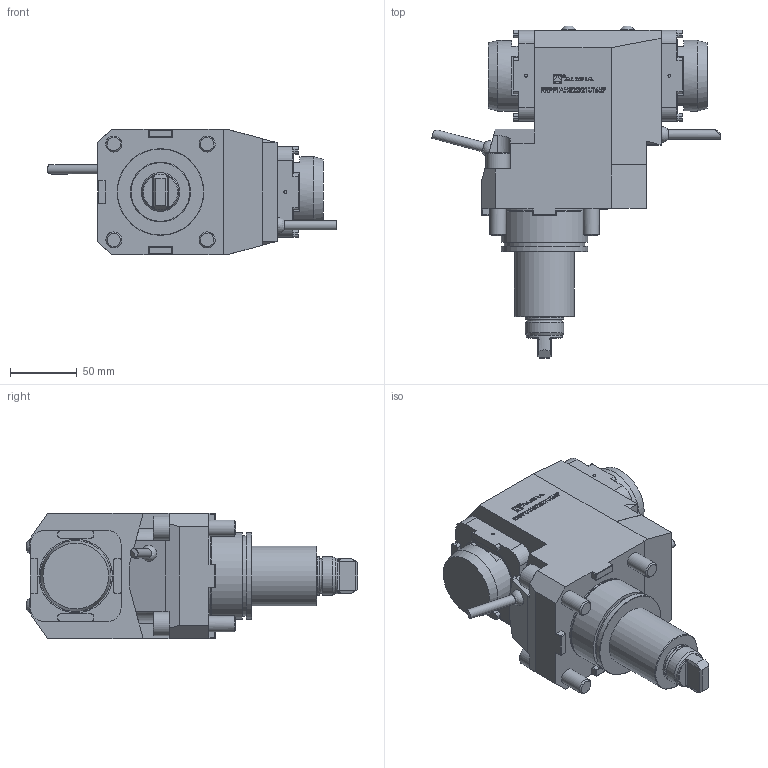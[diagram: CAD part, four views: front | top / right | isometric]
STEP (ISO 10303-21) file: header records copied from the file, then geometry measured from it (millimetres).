
FILE_DESCRIPTION (( 'STEP AP214' ), '1' );
FILE_NAME ('RRPPTAH32I321UT65P.STEP', '2025-10-21T08:05:18', ( '' ), ( '' ), 'SwSTEP 2.0', 'SolidWorks 2023', '' );
FILE_SCHEMA (( 'AUTOMOTIVE_DESIGN' ));
Length unit declared in the file: millimetre
Products named in the file (1): RRPPTAH32I321UT65P
Bounding box: 216.66 x 249.1 x 94 mm (x, y, z)
Volume: 1685721.6 mm3; surface area: 113052.1 mm2
Topology: 1 solids, 3 shells, 653 faces, 1693 edges, 1126 vertices
Faces by surface type: plane 426, cylinder 101, bspline 101, cone 14, sphere 6, torus 5
Full cylindrical faces by diameter (mm): 1.7 x1, 2.1 x1, 6.366 x1, 7 x2, 10.5 x4, 12 x4, 18 x2, 27 x1, 29 x2, 45 x1, 53 x2, 60.2 x1, 64.6 x1, 65 x2
Entity records: 29636 total; most frequent: CARTESIAN_POINT 10512, ORIENTED_EDGE 3252, DIRECTION 2751, EDGE_CURVE 1626, VECTOR 1175, LINE 1175, VERTEX_POINT 1105, AXIS2_PLACEMENT_3D 788
